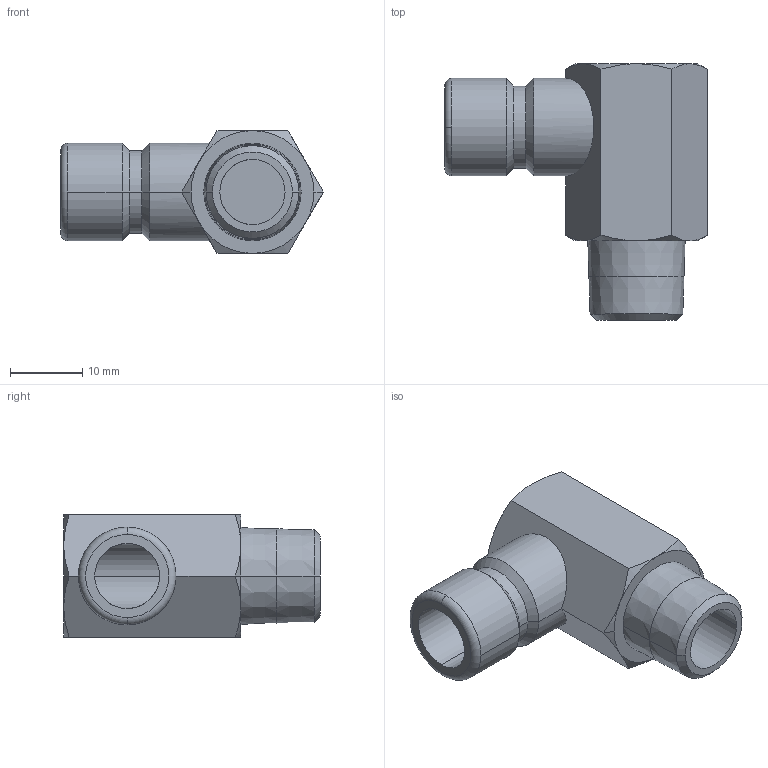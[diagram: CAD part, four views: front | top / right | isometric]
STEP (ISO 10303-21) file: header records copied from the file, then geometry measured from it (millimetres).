
FILE_DESCRIPTION(('STEP AP214'),'1');
FILE_NAME('esd_14_na-90.stp','2020-04-22T06:13:19',('TraceParts'),('TraceParts S.A.'),'Spatial InterOp 3D',' ',' ');
FILE_SCHEMA(('automotive_design'));
Length unit declared in the file: millimetre
Products named in the file (1): 1
Bounding box: 36.37 x 35.5 x 17 mm (x, y, z)
Volume: 6658.7 mm3; surface area: 4606.9 mm2
Topology: 1 solids, 1 shells, 51 faces, 113 edges, 67 vertices
Faces by surface type: cone 26, plane 13, cylinder 10, torus 2
Entity records: 1944 total; most frequent: CARTESIAN_POINT 428, DIRECTION 242, ORIENTED_EDGE 226, EDGE_CURVE 113, AXIS2_PLACEMENT_3D 105, VERTEX_POINT 67, EDGE_LOOP 56, STYLED_ITEM 51
